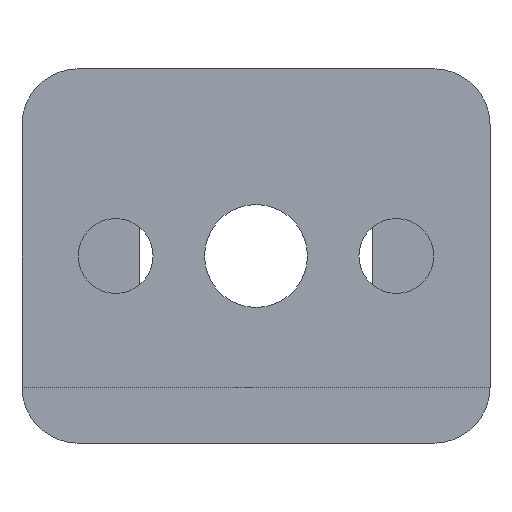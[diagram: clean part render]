
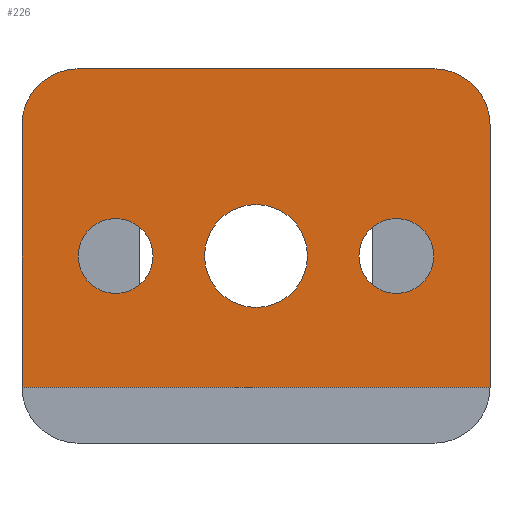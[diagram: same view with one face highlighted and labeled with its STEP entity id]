
A CAD part, left-side view. The second image highlights one B-rep face of the part: STEP entity #226.
In plain terms, the highlighted planar face has unit normal (-1, 0, 0).
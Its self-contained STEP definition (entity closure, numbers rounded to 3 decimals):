
#226=ADVANCED_FACE('NONE',(#446,#447,#448,#449),#450,.F.);
#446=FACE_OUTER_BOUND('',#675,.T.);
#447=FACE_BOUND('',#676,.T.);
#448=FACE_BOUND('',#677,.T.);
#449=FACE_BOUND('',#678,.T.);
#450=PLANE('',#679);
#675=EDGE_LOOP('',(#1172,#1173,#1174,#1175,#1176,#1177));
#676=EDGE_LOOP('',(#1178,#1179));
#677=EDGE_LOOP('',(#1180,#1181));
#678=EDGE_LOOP('',(#1182,#1183));
#679=AXIS2_PLACEMENT_3D('',#1184,#1185,#1186);
#1172=ORIENTED_EDGE('',*,*,#1453,.F.);
#1173=ORIENTED_EDGE('',*,*,#1454,.T.);
#1174=ORIENTED_EDGE('',*,*,#1396,.T.);
#1175=ORIENTED_EDGE('',*,*,#1412,.F.);
#1176=ORIENTED_EDGE('',*,*,#1420,.F.);
#1177=ORIENTED_EDGE('',*,*,#1455,.T.);
#1178=ORIENTED_EDGE('',*,*,#1425,.F.);
#1179=ORIENTED_EDGE('',*,*,#1415,.F.);
#1180=ORIENTED_EDGE('',*,*,#1423,.F.);
#1181=ORIENTED_EDGE('',*,*,#1408,.F.);
#1182=ORIENTED_EDGE('',*,*,#1394,.F.);
#1183=ORIENTED_EDGE('',*,*,#1429,.F.);
#1184=CARTESIAN_POINT('',(-77.473,-11.935,11.94));
#1185=DIRECTION('',(1.0,0.0,0.0));
#1186=DIRECTION('',(0.0,1.0,0.0));
#1394=EDGE_CURVE('NONE',#1677,#1675,#1679,.T.);
#1396=EDGE_CURVE('NONE',#1681,#1682,#1683,.T.);
#1408=EDGE_CURVE('NONE',#1698,#1700,#1701,.T.);
#1412=EDGE_CURVE('NONE',#1704,#1682,#1706,.T.);
#1415=EDGE_CURVE('NONE',#1708,#1710,#1711,.T.);
#1420=EDGE_CURVE('NONE',#1716,#1704,#1718,.T.);
#1423=EDGE_CURVE('NONE',#1700,#1698,#1721,.T.);
#1425=EDGE_CURVE('NONE',#1710,#1708,#1723,.T.);
#1429=EDGE_CURVE('NONE',#1675,#1677,#1727,.T.);
#1453=EDGE_CURVE('NONE',#1755,#1756,#1757,.T.);
#1454=EDGE_CURVE('NONE',#1755,#1681,#1758,.T.);
#1455=EDGE_CURVE('NONE',#1716,#1756,#1759,.T.);
#1675=VERTEX_POINT('NONE',#2038);
#1677=VERTEX_POINT('NONE',#2041);
#1679=CIRCLE('',#2044,2.0);
#1681=VERTEX_POINT('NONE',#2046);
#1682=VERTEX_POINT('NONE',#2047);
#1683=LINE('',#2048,#2049);
#1698=VERTEX_POINT('NONE',#2072);
#1700=VERTEX_POINT('NONE',#2075);
#1701=CIRCLE('',#2076,2.75);
#1704=VERTEX_POINT('NONE',#2080);
#1706=LINE('',#2083,#2084);
#1708=VERTEX_POINT('NONE',#2086);
#1710=VERTEX_POINT('NONE',#2089);
#1711=CIRCLE('',#2090,2.0);
#1716=VERTEX_POINT('NONE',#2097);
#1718=LINE('',#2100,#2101);
#1721=CIRCLE('',#2105,2.75);
#1723=CIRCLE('',#2107,2.0);
#1727=CIRCLE('',#2112,2.0);
#1755=VERTEX_POINT('NONE',#2147);
#1756=VERTEX_POINT('NONE',#2148);
#1757=LINE('',#2149,#2150);
#1758=CIRCLE('',#2151,3.0);
#1759=CIRCLE('',#2152,3.0);
#2038=CARTESIAN_POINT('',(-77.473,-6.935,-0.06));
#2041=CARTESIAN_POINT('',(-77.473,-6.935,3.94));
#2044=AXIS2_PLACEMENT_3D('',#2363,#2364,#2365);
#2046=CARTESIAN_POINT('',(-77.473,13.065,8.94));
#2047=CARTESIAN_POINT('',(-77.473,13.065,-5.06));
#2048=CARTESIAN_POINT('',(-77.473,13.065,11.94));
#2049=VECTOR('',#2366,1000.0);
#2072=CARTESIAN_POINT('',(-77.473,0.565,-0.81));
#2075=CARTESIAN_POINT('',(-77.473,0.565,4.69));
#2076=AXIS2_PLACEMENT_3D('',#2376,#2377,#2378);
#2080=CARTESIAN_POINT('',(-77.473,-11.935,-5.06));
#2083=CARTESIAN_POINT('',(-77.473,-11.935,-5.06));
#2084=VECTOR('',#2381,1000.0);
#2086=CARTESIAN_POINT('',(-77.473,8.065,-0.06));
#2089=CARTESIAN_POINT('',(-77.473,8.065,3.94));
#2090=AXIS2_PLACEMENT_3D('',#2383,#2384,#2385);
#2097=CARTESIAN_POINT('',(-77.473,-11.935,8.94));
#2100=CARTESIAN_POINT('',(-77.473,-11.935,11.94));
#2101=VECTOR('',#2389,1000.0);
#2105=AXIS2_PLACEMENT_3D('',#2391,#2392,#2393);
#2107=AXIS2_PLACEMENT_3D('',#2394,#2395,#2396);
#2112=AXIS2_PLACEMENT_3D('',#2398,#2399,#2400);
#2147=CARTESIAN_POINT('',(-77.473,10.065,11.94));
#2148=CARTESIAN_POINT('',(-77.473,-8.935,11.94));
#2149=CARTESIAN_POINT('',(-77.473,-11.935,11.94));
#2150=VECTOR('',#2423,1000.0);
#2151=AXIS2_PLACEMENT_3D('',#2424,#2425,#2426);
#2152=AXIS2_PLACEMENT_3D('',#2427,#2428,#2429);
#2363=CARTESIAN_POINT('',(-77.473,-6.935,1.94));
#2364=DIRECTION('',(-1.0,0.0,0.0));
#2365=DIRECTION('',(0.0,0.0,1.0));
#2366=DIRECTION('',(0.0,0.0,-1.0));
#2376=CARTESIAN_POINT('',(-77.473,0.565,1.94));
#2377=DIRECTION('',(-1.0,0.0,0.0));
#2378=DIRECTION('',(0.0,0.0,1.0));
#2381=DIRECTION('',(0.0,1.0,0.0));
#2383=CARTESIAN_POINT('',(-77.473,8.065,1.94));
#2384=DIRECTION('',(-1.0,0.0,0.0));
#2385=DIRECTION('',(0.0,0.0,1.0));
#2389=DIRECTION('',(0.0,0.0,-1.0));
#2391=CARTESIAN_POINT('',(-77.473,0.565,1.94));
#2392=DIRECTION('',(-1.0,0.0,0.0));
#2393=DIRECTION('',(0.0,0.0,1.0));
#2394=CARTESIAN_POINT('',(-77.473,8.065,1.94));
#2395=DIRECTION('',(-1.0,0.0,0.0));
#2396=DIRECTION('',(0.0,0.0,1.0));
#2398=CARTESIAN_POINT('',(-77.473,-6.935,1.94));
#2399=DIRECTION('',(-1.0,0.0,0.0));
#2400=DIRECTION('',(0.0,0.0,1.0));
#2423=DIRECTION('',(0.0,-1.0,0.0));
#2424=CARTESIAN_POINT('',(-77.473,10.065,8.94));
#2425=DIRECTION('',(-1.0,0.0,0.0));
#2426=DIRECTION('',(0.0,0.0,-1.0));
#2427=CARTESIAN_POINT('',(-77.473,-8.935,8.94));
#2428=DIRECTION('',(-1.0,0.0,0.0));
#2429=DIRECTION('',(0.0,0.0,-1.0));
